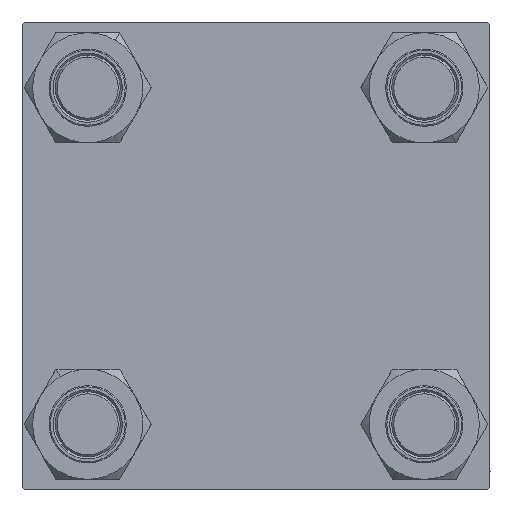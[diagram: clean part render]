
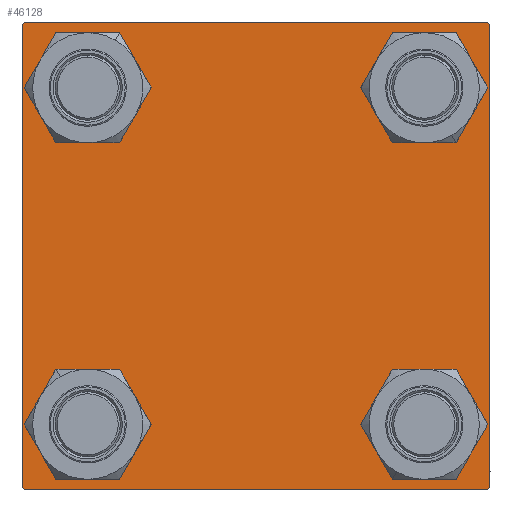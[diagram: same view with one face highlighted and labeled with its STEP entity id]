
A CAD part, left-side view. The second image highlights one B-rep face of the part: STEP entity #46128.
In plain terms, the highlighted planar face has unit normal (-1, 0, 0).
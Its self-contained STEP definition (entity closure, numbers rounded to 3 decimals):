
#322 = CARTESIAN_POINT ( 'NONE',  ( 0., -57.25, -57.25 ) ) ;
#355 = VERTEX_POINT ( 'NONE', #19574 ) ;
#632 = CARTESIAN_POINT ( 'NONE',  ( 0., 57., 57.5 ) ) ;
#695 = DIRECTION ( 'NONE',  ( -1., 0., 0. ) ) ;
#1269 = DIRECTION ( 'NONE',  ( 1., 0., 0. ) ) ;
#2289 = ORIENTED_EDGE ( 'NONE', *, *, #32464, .T. ) ;
#2861 = CARTESIAN_POINT ( 'NONE',  ( 0., 41.35, 32.85 ) ) ;
#2907 = CARTESIAN_POINT ( 'NONE',  ( 0., 41.35, 49.85 ) ) ;
#3607 = DIRECTION ( 'NONE',  ( 1., 0., 0. ) ) ;
#3736 = ORIENTED_EDGE ( 'NONE', *, *, #30325, .T. ) ;
#4535 = EDGE_CURVE ( 'NONE', #19010, #9444, #50403, .T. ) ;
#4564 = FACE_BOUND ( 'NONE', #42324, .T. ) ;
#4670 = ORIENTED_EDGE ( 'NONE', *, *, #13342, .T. ) ;
#4891 = DIRECTION ( 'NONE',  ( 0., 0., -1. ) ) ;
#5165 = VERTEX_POINT ( 'NONE', #36190 ) ;
#5335 = CARTESIAN_POINT ( 'NONE',  ( 0., 57.25, -57.25 ) ) ;
#5801 = ORIENTED_EDGE ( 'NONE', *, *, #4535, .T. ) ;
#5911 = VECTOR ( 'NONE', #33312, 1000. ) ;
#6354 = CARTESIAN_POINT ( 'NONE',  ( 0., -57.5, 57. ) ) ;
#6450 = CARTESIAN_POINT ( 'NONE',  ( 0., -41.35, 41.35 ) ) ;
#7324 = ORIENTED_EDGE ( 'NONE', *, *, #27228, .T. ) ;
#7479 = EDGE_CURVE ( 'NONE', #8042, #24803, #10505, .T. ) ;
#7563 = ORIENTED_EDGE ( 'NONE', *, *, #23832, .T. ) ;
#7863 = ORIENTED_EDGE ( 'NONE', *, *, #20741, .T. ) ;
#7986 = CARTESIAN_POINT ( 'NONE',  ( 0., 57.25, 57.25 ) ) ;
#8036 = CIRCLE ( 'NONE', #32615, 8.5 ) ;
#8042 = VERTEX_POINT ( 'NONE', #632 ) ;
#8152 = AXIS2_PLACEMENT_3D ( 'NONE', #16672, #1269, #24134 ) ;
#9283 = ORIENTED_EDGE ( 'NONE', *, *, #28380, .T. ) ;
#9444 = VERTEX_POINT ( 'NONE', #16682 ) ;
#10505 = LINE ( 'NONE', #26159, #17186 ) ;
#11603 = AXIS2_PLACEMENT_3D ( 'NONE', #12769, #33307, #44376 ) ;
#11843 = EDGE_CURVE ( 'NONE', #355, #36829, #33747, .T. ) ;
#12348 = EDGE_CURVE ( 'NONE', #8042, #21210, #43698, .T. ) ;
#12369 = DIRECTION ( 'NONE',  ( 0., -0.707, 0.707 ) ) ;
#12596 = AXIS2_PLACEMENT_3D ( 'NONE', #31753, #695, #15859 ) ;
#12691 = EDGE_CURVE ( 'NONE', #44589, #30686, #26398, .T. ) ;
#12769 = CARTESIAN_POINT ( 'NONE',  ( 0., 41.35, -41.35 ) ) ;
#13264 = CARTESIAN_POINT ( 'NONE',  ( 0., 41.35, -41.35 ) ) ;
#13342 = EDGE_CURVE ( 'NONE', #14056, #48514, #42050, .T. ) ;
#14056 = VERTEX_POINT ( 'NONE', #14170 ) ;
#14110 = DIRECTION ( 'NONE',  ( 0., -1., 0. ) ) ;
#14170 = CARTESIAN_POINT ( 'NONE',  ( 0., -41.35, 49.85 ) ) ;
#14633 = DIRECTION ( 'NONE',  ( 0., 0., 1. ) ) ;
#15179 = CARTESIAN_POINT ( 'NONE',  ( 0., 57.5, -57.5 ) ) ;
#15347 = ORIENTED_EDGE ( 'NONE', *, *, #11843, .T. ) ;
#15859 = DIRECTION ( 'NONE',  ( 0., 0., 1. ) ) ;
#16235 = LINE ( 'NONE', #28042, #28293 ) ;
#16362 = DIRECTION ( 'NONE',  ( 0., 0., 1. ) ) ;
#16672 = CARTESIAN_POINT ( 'NONE',  ( 0., -41.35, -41.35 ) ) ;
#16682 = CARTESIAN_POINT ( 'NONE',  ( 0., -57., -57.5 ) ) ;
#16755 = CARTESIAN_POINT ( 'NONE',  ( 0., 41.35, -32.85 ) ) ;
#16763 = EDGE_CURVE ( 'NONE', #34949, #5165, #29655, .T. ) ;
#17069 = CIRCLE ( 'NONE', #45831, 8.5 ) ;
#17186 = VECTOR ( 'NONE', #14110, 1000. ) ;
#17330 = DIRECTION ( 'NONE',  ( 0., 0., -1. ) ) ;
#17736 = CARTESIAN_POINT ( 'NONE',  ( 0., -41.35, -41.35 ) ) ;
#18054 = CARTESIAN_POINT ( 'NONE',  ( 0., 57.5, 57. ) ) ;
#18392 = ORIENTED_EDGE ( 'NONE', *, *, #39449, .T. ) ;
#19010 = VERTEX_POINT ( 'NONE', #39043 ) ;
#19114 = ORIENTED_EDGE ( 'NONE', *, *, #12348, .T. ) ;
#19574 = CARTESIAN_POINT ( 'NONE',  ( 0., 41.35, -49.85 ) ) ;
#19678 = AXIS2_PLACEMENT_3D ( 'NONE', #17736, #44739, #22363 ) ;
#20218 = FACE_BOUND ( 'NONE', #37175, .T. ) ;
#20530 = DIRECTION ( 'NONE',  ( 0., 0., 1. ) ) ;
#20614 = VECTOR ( 'NONE', #4891, 1000. ) ;
#20685 = AXIS2_PLACEMENT_3D ( 'NONE', #6450, #26722, #26465 ) ;
#20741 = EDGE_CURVE ( 'NONE', #34949, #24803, #16235, .T. ) ;
#21210 = VERTEX_POINT ( 'NONE', #18054 ) ;
#22363 = DIRECTION ( 'NONE',  ( 0., 0., 1. ) ) ;
#22910 = VECTOR ( 'NONE', #12369, 1000. ) ;
#23116 = AXIS2_PLACEMENT_3D ( 'NONE', #41874, #3607, #14633 ) ;
#23313 = EDGE_LOOP ( 'NONE', ( #4670, #7563 ) ) ;
#23820 = FACE_BOUND ( 'NONE', #29632, .T. ) ;
#23832 = EDGE_CURVE ( 'NONE', #48514, #14056, #36666, .T. ) ;
#23899 = ORIENTED_EDGE ( 'NONE', *, *, #16763, .F. ) ;
#24134 = DIRECTION ( 'NONE',  ( 0., 0., 1. ) ) ;
#24694 = DIRECTION ( 'NONE',  ( 0., 0.707, 0.707 ) ) ;
#24803 = VERTEX_POINT ( 'NONE', #32482 ) ;
#26159 = CARTESIAN_POINT ( 'NONE',  ( 0., 57.5, 57.5 ) ) ;
#26398 = CIRCLE ( 'NONE', #23116, 8.5 ) ;
#26465 = DIRECTION ( 'NONE',  ( 0., 0., 1. ) ) ;
#26722 = DIRECTION ( 'NONE',  ( 1., 0., 0. ) ) ;
#26971 = DIRECTION ( 'NONE',  ( 0., -1., 0. ) ) ;
#27228 = EDGE_CURVE ( 'NONE', #9444, #5165, #50697, .T. ) ;
#27650 = PLANE ( 'NONE',  #12596 ) ;
#27999 = DIRECTION ( 'NONE',  ( 0., 0.707, -0.707 ) ) ;
#28023 = EDGE_CURVE ( 'NONE', #30123, #48289, #43437, .T. ) ;
#28042 = CARTESIAN_POINT ( 'NONE',  ( 0., -57.25, 57.25 ) ) ;
#28166 = FACE_OUTER_BOUND ( 'NONE', #28565, .T. ) ;
#28197 = ORIENTED_EDGE ( 'NONE', *, *, #28023, .T. ) ;
#28293 = VECTOR ( 'NONE', #24694, 1000. ) ;
#28380 = EDGE_CURVE ( 'NONE', #36829, #355, #8036, .T. ) ;
#28565 = EDGE_LOOP ( 'NONE', ( #42844, #18392, #5801, #7324, #23899, #7863, #50558, #19114 ) ) ;
#28670 = ORIENTED_EDGE ( 'NONE', *, *, #12691, .T. ) ;
#29632 = EDGE_LOOP ( 'NONE', ( #28197, #2289 ) ) ;
#29655 = LINE ( 'NONE', #33258, #42964 ) ;
#30123 = VERTEX_POINT ( 'NONE', #35357 ) ;
#30325 = EDGE_CURVE ( 'NONE', #30686, #44589, #17069, .T. ) ;
#30686 = VERTEX_POINT ( 'NONE', #2907 ) ;
#31753 = CARTESIAN_POINT ( 'NONE',  ( 0., 0., 0. ) ) ;
#31760 = DIRECTION ( 'NONE',  ( 1., 0., 0. ) ) ;
#31972 = VECTOR ( 'NONE', #26971, 1000. ) ;
#32464 = EDGE_CURVE ( 'NONE', #48289, #30123, #36853, .T. ) ;
#32482 = CARTESIAN_POINT ( 'NONE',  ( 0., -57., 57.5 ) ) ;
#32539 = LINE ( 'NONE', #5335, #5911 ) ;
#32615 = AXIS2_PLACEMENT_3D ( 'NONE', #13264, #31760, #16362 ) ;
#33258 = CARTESIAN_POINT ( 'NONE',  ( 0., -57.5, 57.5 ) ) ;
#33307 = DIRECTION ( 'NONE',  ( 1., 0., 0. ) ) ;
#33312 = DIRECTION ( 'NONE',  ( 0., -0.707, -0.707 ) ) ;
#33747 = CIRCLE ( 'NONE', #11603, 8.5 ) ;
#34031 = CARTESIAN_POINT ( 'NONE',  ( 0., 41.35, 41.35 ) ) ;
#34949 = VERTEX_POINT ( 'NONE', #6354 ) ;
#35357 = CARTESIAN_POINT ( 'NONE',  ( 0., -41.35, -32.85 ) ) ;
#36190 = CARTESIAN_POINT ( 'NONE',  ( 0., -57.5, -57. ) ) ;
#36198 = DIRECTION ( 'NONE',  ( 1., 0., 0. ) ) ;
#36666 = CIRCLE ( 'NONE', #48198, 8.5 ) ;
#36829 = VERTEX_POINT ( 'NONE', #16755 ) ;
#36853 = CIRCLE ( 'NONE', #19678, 8.5 ) ;
#36988 = EDGE_CURVE ( 'NONE', #21210, #49479, #43692, .T. ) ;
#37175 = EDGE_LOOP ( 'NONE', ( #3736, #28670 ) ) ;
#38707 = VECTOR ( 'NONE', #27999, 1000. ) ;
#39043 = CARTESIAN_POINT ( 'NONE',  ( 0., 57., -57.5 ) ) ;
#39449 = EDGE_CURVE ( 'NONE', #49479, #19010, #32539, .T. ) ;
#40305 = CARTESIAN_POINT ( 'NONE',  ( 0., -41.35, 41.35 ) ) ;
#40578 = CARTESIAN_POINT ( 'NONE',  ( 0., 57.5, 57.5 ) ) ;
#40846 = CARTESIAN_POINT ( 'NONE',  ( 0., 57.5, -57. ) ) ;
#41874 = CARTESIAN_POINT ( 'NONE',  ( 0., 41.35, 41.35 ) ) ;
#42050 = CIRCLE ( 'NONE', #20685, 8.5 ) ;
#42309 = CARTESIAN_POINT ( 'NONE',  ( 0., -41.35, -49.85 ) ) ;
#42324 = EDGE_LOOP ( 'NONE', ( #9283, #15347 ) ) ;
#42686 = CARTESIAN_POINT ( 'NONE',  ( 0., -41.35, 32.85 ) ) ;
#42844 = ORIENTED_EDGE ( 'NONE', *, *, #36988, .T. ) ;
#42964 = VECTOR ( 'NONE', #17330, 1000. ) ;
#43437 = CIRCLE ( 'NONE', #8152, 8.5 ) ;
#43692 = LINE ( 'NONE', #40578, #20614 ) ;
#43698 = LINE ( 'NONE', #7986, #38707 ) ;
#44376 = DIRECTION ( 'NONE',  ( 0., 0., 1. ) ) ;
#44589 = VERTEX_POINT ( 'NONE', #2861 ) ;
#44739 = DIRECTION ( 'NONE',  ( 1., 0., 0. ) ) ;
#45105 = DIRECTION ( 'NONE',  ( 0., 0., 1. ) ) ;
#45831 = AXIS2_PLACEMENT_3D ( 'NONE', #34031, #49723, #45105 ) ;
#46128 = ADVANCED_FACE ( 'NONE', ( #47720, #23820, #4564, #20218, #28166 ), #27650, .T. ) ;
#47720 = FACE_BOUND ( 'NONE', #23313, .T. ) ;
#48198 = AXIS2_PLACEMENT_3D ( 'NONE', #40305, #36198, #20530 ) ;
#48289 = VERTEX_POINT ( 'NONE', #42309 ) ;
#48514 = VERTEX_POINT ( 'NONE', #42686 ) ;
#49479 = VERTEX_POINT ( 'NONE', #40846 ) ;
#49723 = DIRECTION ( 'NONE',  ( 1., 0., 0. ) ) ;
#50403 = LINE ( 'NONE', #15179, #31972 ) ;
#50558 = ORIENTED_EDGE ( 'NONE', *, *, #7479, .F. ) ;
#50697 = LINE ( 'NONE', #322, #22910 ) ;
